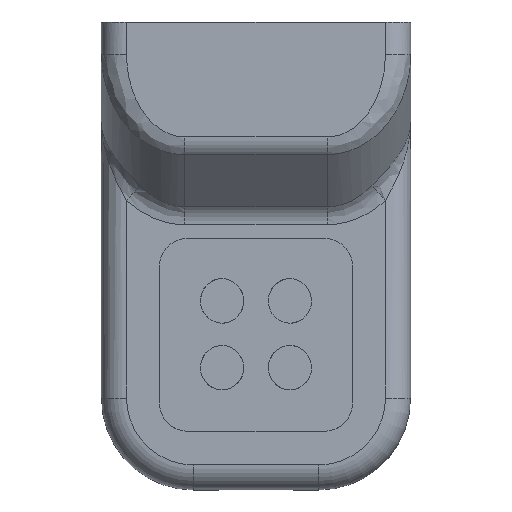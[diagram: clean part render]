
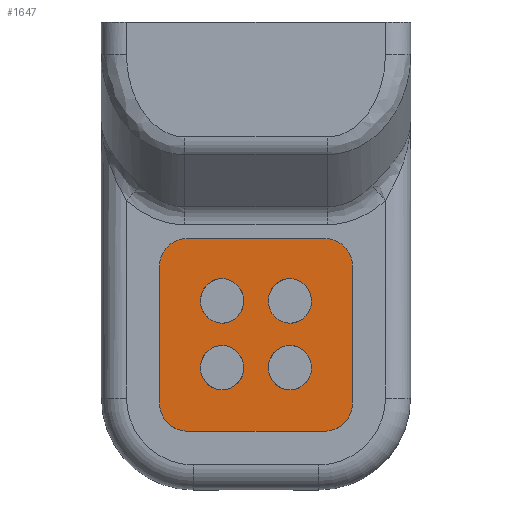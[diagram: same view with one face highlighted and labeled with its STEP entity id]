
A CAD part, top view. The second image highlights one B-rep face of the part: STEP entity #1647.
In plain terms, the highlighted planar face has unit normal (0, 0, 1).
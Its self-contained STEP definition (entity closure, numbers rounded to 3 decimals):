
#31=FACE_BOUND('',#512,.T.);
#32=FACE_BOUND('',#513,.T.);
#33=FACE_BOUND('',#514,.T.);
#34=FACE_BOUND('',#515,.T.);
#127=LINE('',#3240,#257);
#131=LINE('',#3252,#261);
#135=LINE('',#3264,#265);
#139=LINE('',#3274,#269);
#257=VECTOR('',#2221,10.);
#261=VECTOR('',#2233,10.);
#265=VECTOR('',#2245,10.);
#269=VECTOR('',#2257,10.);
#408=FACE_OUTER_BOUND('',#511,.T.);
#511=EDGE_LOOP('',(#1348,#1349,#1350,#1351,#1352,#1353,#1354,#1355));
#512=EDGE_LOOP('',(#1356));
#513=EDGE_LOOP('',(#1357));
#514=EDGE_LOOP('',(#1358));
#515=EDGE_LOOP('',(#1359));
#606=CIRCLE('',#1822,3.341);
#608=CIRCLE('',#1826,3.403);
#610=CIRCLE('',#1830,3.403);
#612=CIRCLE('',#1834,3.341);
#652=ELLIPSE('',#1812,2.665,2.585);
#654=ELLIPSE('',#1814,2.665,2.585);
#656=ELLIPSE('',#1816,2.665,2.585);
#658=ELLIPSE('',#1818,2.665,2.585);
#773=VERTEX_POINT('',#3153);
#775=VERTEX_POINT('',#3176);
#777=VERTEX_POINT('',#3199);
#779=VERTEX_POINT('',#3222);
#783=VERTEX_POINT('',#3231);
#784=VERTEX_POINT('',#3233);
#786=VERTEX_POINT('',#3239);
#788=VERTEX_POINT('',#3245);
#790=VERTEX_POINT('',#3251);
#792=VERTEX_POINT('',#3257);
#794=VERTEX_POINT('',#3263);
#796=VERTEX_POINT('',#3269);
#973=EDGE_CURVE('',#773,#773,#652,.T.);
#976=EDGE_CURVE('',#775,#775,#654,.T.);
#979=EDGE_CURVE('',#777,#777,#656,.T.);
#982=EDGE_CURVE('',#779,#779,#658,.T.);
#987=EDGE_CURVE('',#784,#783,#606,.T.);
#990=EDGE_CURVE('',#786,#784,#127,.T.);
#993=EDGE_CURVE('',#788,#786,#608,.T.);
#996=EDGE_CURVE('',#790,#788,#131,.T.);
#999=EDGE_CURVE('',#792,#790,#610,.T.);
#1002=EDGE_CURVE('',#794,#792,#135,.T.);
#1005=EDGE_CURVE('',#796,#794,#612,.T.);
#1008=EDGE_CURVE('',#783,#796,#139,.T.);
#1348=ORIENTED_EDGE('',*,*,#1008,.T.);
#1349=ORIENTED_EDGE('',*,*,#1005,.T.);
#1350=ORIENTED_EDGE('',*,*,#1002,.T.);
#1351=ORIENTED_EDGE('',*,*,#999,.T.);
#1352=ORIENTED_EDGE('',*,*,#996,.T.);
#1353=ORIENTED_EDGE('',*,*,#993,.T.);
#1354=ORIENTED_EDGE('',*,*,#990,.T.);
#1355=ORIENTED_EDGE('',*,*,#987,.T.);
#1356=ORIENTED_EDGE('',*,*,#982,.T.);
#1357=ORIENTED_EDGE('',*,*,#979,.T.);
#1358=ORIENTED_EDGE('',*,*,#976,.T.);
#1359=ORIENTED_EDGE('',*,*,#973,.T.);
#1558=PLANE('',#1836);
#1647=ADVANCED_FACE('',(#408,#31,#32,#33,#34),#1558,.T.);
#1812=AXIS2_PLACEMENT_3D('',#3154,#2190,#2191);
#1814=AXIS2_PLACEMENT_3D('',#3177,#2195,#2196);
#1816=AXIS2_PLACEMENT_3D('',#3200,#2200,#2201);
#1818=AXIS2_PLACEMENT_3D('',#3223,#2205,#2206);
#1822=AXIS2_PLACEMENT_3D('',#3234,#2215,#2216);
#1826=AXIS2_PLACEMENT_3D('',#3246,#2227,#2228);
#1830=AXIS2_PLACEMENT_3D('',#3258,#2239,#2240);
#1834=AXIS2_PLACEMENT_3D('',#3270,#2251,#2252);
#1836=AXIS2_PLACEMENT_3D('',#3275,#2258,#2259);
#2190=DIRECTION('center_axis',(0.,0.,-1.));
#2191=DIRECTION('ref_axis',(0.,1.,0.));
#2195=DIRECTION('center_axis',(0.,0.,-1.));
#2196=DIRECTION('ref_axis',(0.,1.,0.));
#2200=DIRECTION('center_axis',(0.,0.,-1.));
#2201=DIRECTION('ref_axis',(0.,1.,0.));
#2205=DIRECTION('center_axis',(0.,0.,-1.));
#2206=DIRECTION('ref_axis',(0.,1.,0.));
#2215=DIRECTION('center_axis',(0.,0.,1.));
#2216=DIRECTION('ref_axis',(1.,0.,0.));
#2221=DIRECTION('',(0.,1.,0.));
#2227=DIRECTION('center_axis',(0.,0.,1.));
#2228=DIRECTION('ref_axis',(0.,-1.,0.));
#2233=DIRECTION('',(1.,0.,0.));
#2239=DIRECTION('center_axis',(0.,0.,1.));
#2240=DIRECTION('ref_axis',(-1.,0.,0.));
#2245=DIRECTION('',(0.,-1.,0.));
#2251=DIRECTION('center_axis',(0.,0.,1.));
#2252=DIRECTION('ref_axis',(0.,1.,0.));
#2257=DIRECTION('',(-1.,0.,0.));
#2258=DIRECTION('center_axis',(0.,0.,1.));
#2259=DIRECTION('ref_axis',(-1.,0.,0.));
#3153=CARTESIAN_POINT('',(-4.062,-14.037,2.6));
#3154=CARTESIAN_POINT('Origin',(-4.062,-11.371,2.6));
#3176=CARTESIAN_POINT('',(4.062,-22.037,2.6));
#3177=CARTESIAN_POINT('Origin',(4.062,-19.371,2.6));
#3199=CARTESIAN_POINT('',(-4.062,-22.037,2.6));
#3200=CARTESIAN_POINT('Origin',(-4.062,-19.371,2.6));
#3222=CARTESIAN_POINT('',(4.062,-14.037,2.6));
#3223=CARTESIAN_POINT('Origin',(4.062,-11.371,2.6));
#3231=CARTESIAN_POINT('',(8.215,-3.886,2.6));
#3233=CARTESIAN_POINT('',(11.556,-7.227,2.6));
#3234=CARTESIAN_POINT('Origin',(8.215,-7.227,2.6));
#3239=CARTESIAN_POINT('',(11.556,-23.578,2.6));
#3240=CARTESIAN_POINT('',(11.556,-7.227,2.6));
#3245=CARTESIAN_POINT('',(8.153,-26.981,2.6));
#3246=CARTESIAN_POINT('Origin',(8.153,-23.578,2.6));
#3251=CARTESIAN_POINT('',(-8.153,-26.981,2.6));
#3252=CARTESIAN_POINT('',(-8.153,-26.981,2.6));
#3257=CARTESIAN_POINT('',(-11.556,-23.578,2.6));
#3258=CARTESIAN_POINT('Origin',(-8.153,-23.578,2.6));
#3263=CARTESIAN_POINT('',(-11.556,-7.227,2.6));
#3264=CARTESIAN_POINT('',(-11.556,-7.227,2.6));
#3269=CARTESIAN_POINT('',(-8.215,-3.886,2.6));
#3270=CARTESIAN_POINT('Origin',(-8.215,-7.227,2.6));
#3274=CARTESIAN_POINT('',(0.,-3.886,2.6));
#3275=CARTESIAN_POINT('Origin',(0.,-15.434,
2.6));
